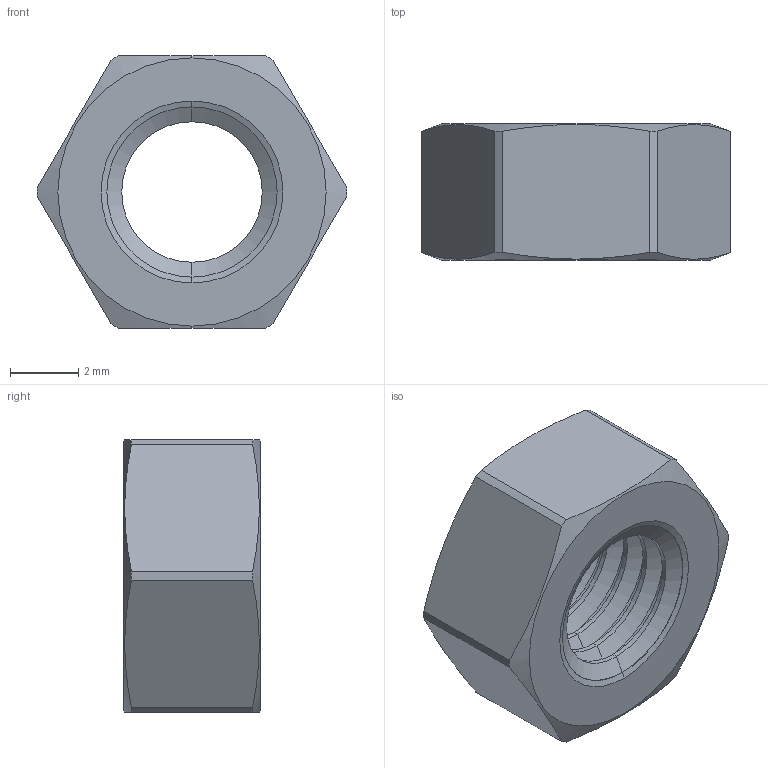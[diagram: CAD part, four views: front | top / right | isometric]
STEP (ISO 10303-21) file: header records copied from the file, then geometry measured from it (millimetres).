
FILE_DESCRIPTION (( 'STEP AP214' ), '1' );
FILE_NAME ('M6M-Steel-M5-fzb.STEP', '2020-09-01T14:31:14', ( '' ), ( '' ), 'SwSTEP 2.0', 'SolidWorks 2016', '' );
FILE_SCHEMA (( 'AUTOMOTIVE_DESIGN' ));
Length unit declared in the file: millimetre
Products named in the file (1): M6M-Steel-M5-fzb
Bounding box: 9.1 x 4 x 8 mm (x, y, z)
Volume: 154.6 mm3; surface area: 268.8 mm2
Topology: 1 solids, 1 shells, 64 faces, 142 edges, 80 vertices
Faces by surface type: cone 28, cylinder 28, plane 8
Entity records: 1800 total; most frequent: CARTESIAN_POINT 343, DIRECTION 320, ORIENTED_EDGE 284, EDGE_CURVE 142, AXIS2_PLACEMENT_3D 129, VERTEX_POINT 80, EDGE_LOOP 66, FACE_OUTER_BOUND 64
